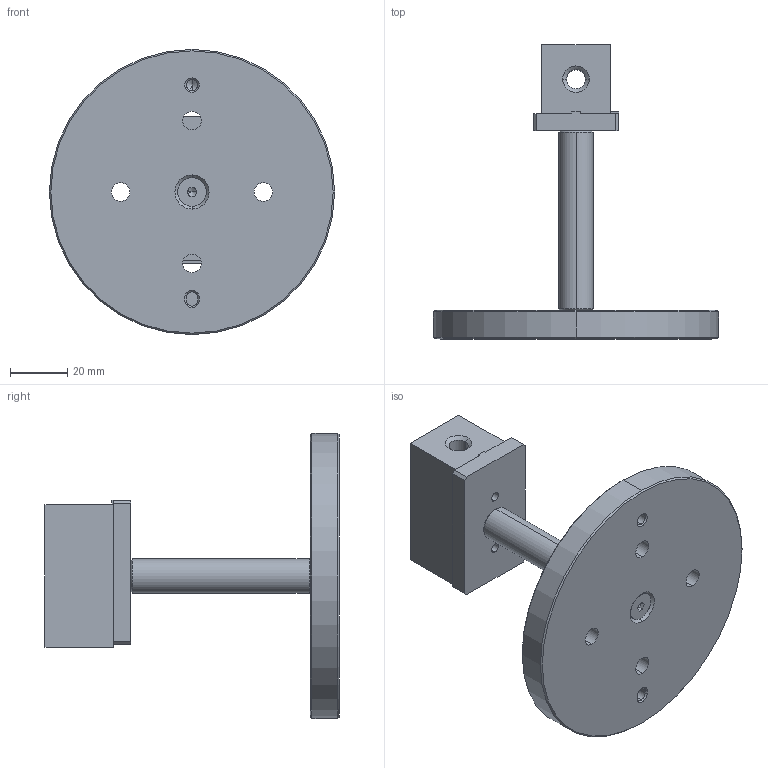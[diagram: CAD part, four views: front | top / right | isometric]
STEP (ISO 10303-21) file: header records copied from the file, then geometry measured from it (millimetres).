
FILE_DESCRIPTION (( 'STEP AP203' ), '1' );
FILE_NAME ('202-6038.STEP', '2020-11-10T21:24:57', ( '' ), ( '' ), 'SwSTEP 2.0', 'SolidWorks 2018', '' );
FILE_SCHEMA (( 'CONFIG_CONTROL_DESIGN' ));
Length unit declared in the file: millimetre
Products named in the file (6): 200-5152; 202-6052; METRIC FHSCS SST_M5X16MM FHSCS SST (K); 202-6038; 202-6040; 202-6039
Assembly tree (6 placements, depth 2):
  202-6038
    202-6040
    202-6039
    202-6052
    200-5152
    METRIC FHSCS SST_M5X16MM FHSCS SST (K)  x2
Bounding box: 100 x 103.1 x 100 mm (x, y, z)
Volume: 119273.3 mm3; surface area: 35007 mm2
Topology: 4 solids, 8 shells, 154 faces, 358 edges, 216 vertices
Faces by surface type: cylinder 55, plane 54, cone 45
Entity records: 4336 total; most frequent: DIRECTION 683, CARTESIAN_POINT 653, ORIENTED_EDGE 588, EDGE_CURVE 294, AXIS2_PLACEMENT_3D 257, VERTEX_POINT 183, LINE 169, VECTOR 169
